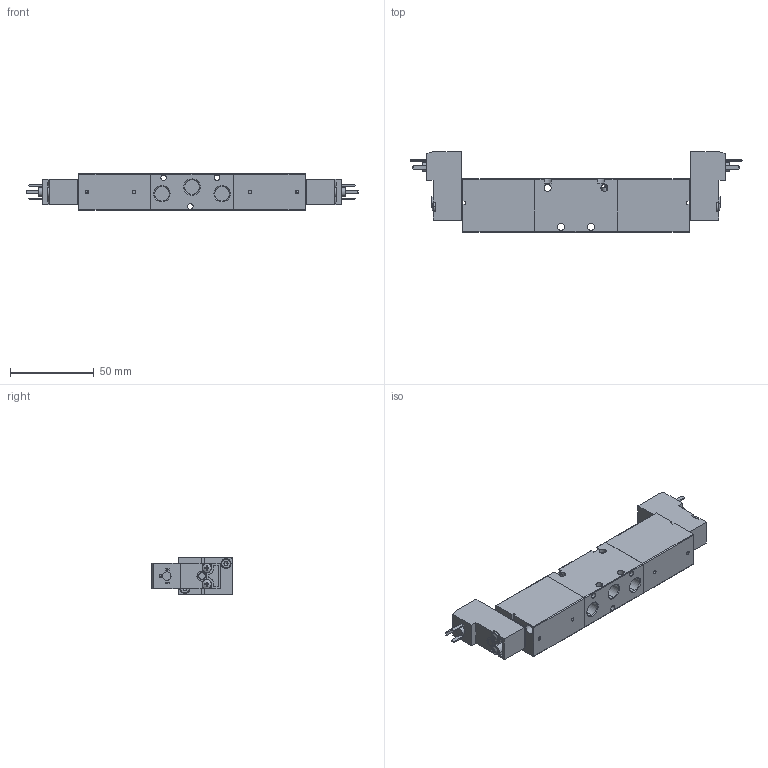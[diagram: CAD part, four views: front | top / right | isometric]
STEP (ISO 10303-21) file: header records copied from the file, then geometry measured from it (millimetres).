
FILE_DESCRIPTION (( 'STEP AP214' ), '1' );
FILE_NAME ('00_212_4.STEP', '2016-01-13T10:56:43', ( '' ), ( '' ), 'SwSTEP 2.0', 'SolidWorks 2016', '' );
FILE_SCHEMA (( 'AUTOMOTIVE_DESIGN' ));
Length unit declared in the file: millimetre
Products named in the file (1): 00_212_4
Bounding box: 198.7 x 48.1 x 22.1 mm (x, y, z)
Volume: 114248.4 mm3; surface area: 32896.8 mm2
Topology: 17 solids, 17 shells, 642 faces, 1559 edges, 952 vertices
Faces by surface type: plane 349, cylinder 156, cone 73, bspline 64
Entity records: 22723 total; most frequent: CARTESIAN_POINT 6151, ORIENTED_EDGE 3018, DIRECTION 2987, EDGE_CURVE 1509, AXIS2_PLACEMENT_3D 1080, VERTEX_POINT 952, VECTOR 827, LINE 827
